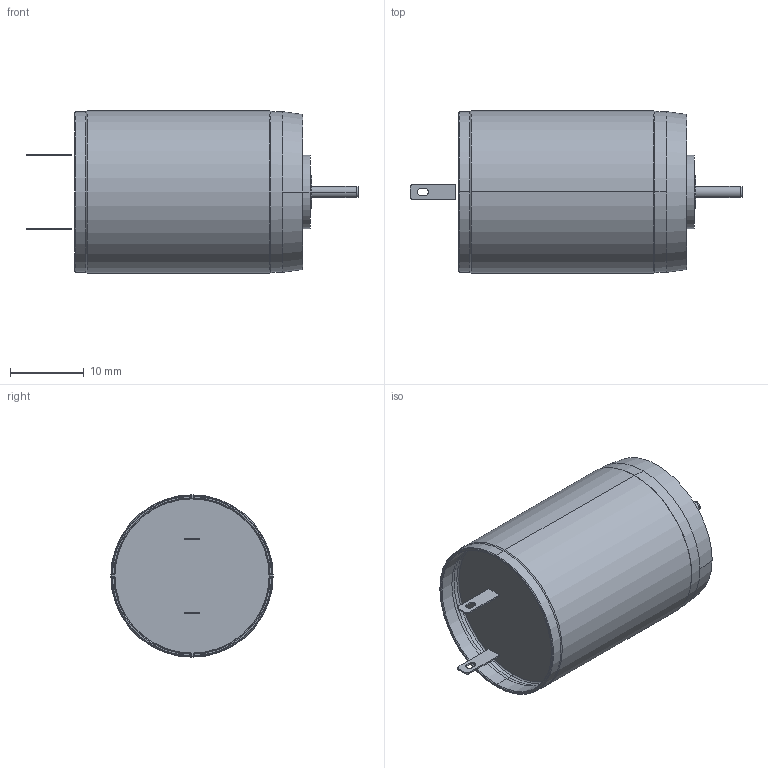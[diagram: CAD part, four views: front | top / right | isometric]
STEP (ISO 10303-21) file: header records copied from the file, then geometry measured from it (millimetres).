
FILE_DESCRIPTION((''),'2;1');
FILE_NAME('22N78_311_1001_ASM','2015-11-18T',('vinayak.bharmal'),(''),'PRO/ENGINEER BY PARAMETRIC TECHNOLOGY CORPORATION, 2014310','PRO/ENGINEER BY PARAMETRIC TECHNOLOGY CORPORATION, 2014310','');
FILE_SCHEMA(('CONFIG_CONTROL_DESIGN'));
Length unit declared in the file: millimetre
Products named in the file (1): 22N78_311_1001_ASM
Bounding box: 45 x 22 x 22 mm (x, y, z)
Volume: 10277 mm3; surface area: 3584 mm2
Topology: 3 solids, 4 shells, 152 faces, 355 edges, 228 vertices
Faces by surface type: cylinder 67, plane 49, cone 34, torus 2
Entity records: 4505 total; most frequent: CARTESIAN_POINT 903, DIRECTION 781, ORIENTED_EDGE 710, EDGE_CURVE 355, AXIS2_PLACEMENT_3D 310, VERTEX_POINT 228, EDGE_LOOP 173, VECTOR 161
